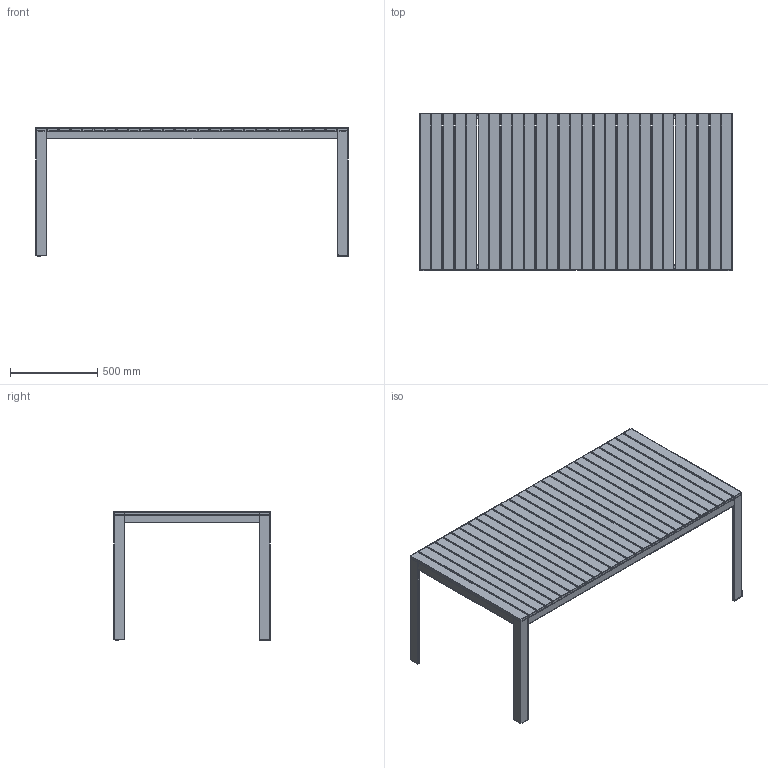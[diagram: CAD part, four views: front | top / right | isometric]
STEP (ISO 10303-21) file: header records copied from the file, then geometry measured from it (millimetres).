
FILE_DESCRIPTION(('STEP AP214'),'1');
FILE_NAME('Tavolino KALIMBA_900x1800_730.stp','2021-02-17T09:55:48',(' '),(' '),'Spatial InterOp 3D',' ',' ');
FILE_SCHEMA(('AUTOMOTIVE_DESIGN { 1 0 10303 214 1 1 1 1 }'));
Length unit declared in the file: metre
Products named in the file (1): 1
Bounding box: 1794.6 x 900 x 735 mm (x, y, z)
Volume: 9078228.5 mm3; surface area: 11683607.3 mm2
Topology: 106 solids, 106 shells, 3923 faces, 10847 edges, 7250 vertices
Faces by surface type: plane 2490, cylinder 1359, cone 74
Full cylindrical faces by diameter (mm): 2.5 x50, 4.2 x20, 5 x132, 6.75 x8, 8 x8, 9 x4, 10 x4, 14 x4
Entity records: 158272 total; most frequent: CARTESIAN_POINT 24440, DIRECTION 21096, ORIENTED_EDGE 20904, EDGE_CURVE 10452, LINE 7636, VECTOR 7636, VERTEX_POINT 7120, AXIS2_PLACEMENT_3D 6730
